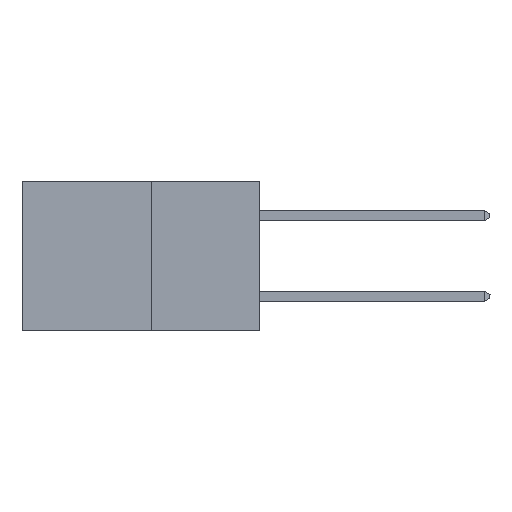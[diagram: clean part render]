
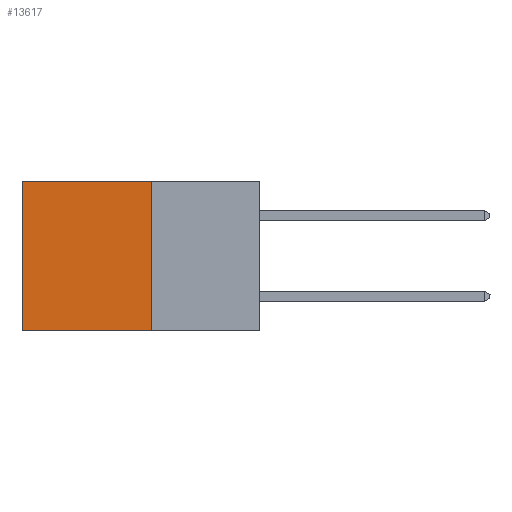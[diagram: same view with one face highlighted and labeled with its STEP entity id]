
A CAD part, left-side view. The second image highlights one B-rep face of the part: STEP entity #13617.
In plain terms, the highlighted planar face has unit normal (-1, 0, 0).
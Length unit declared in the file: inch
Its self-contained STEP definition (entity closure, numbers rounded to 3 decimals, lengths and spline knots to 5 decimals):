
#747 = EDGE_CURVE ( 'NONE', #8485, #17343, #2567, .T. ) ;
#1109 = CARTESIAN_POINT ( 'NONE',  ( 0.277, 0.27, -0.37 ) ) ;
#2349 = EDGE_CURVE ( 'NONE', #23802, #17343, #28041, .T. ) ;
#2567 = LINE ( 'NONE', #1109, #16110 ) ;
#2597 = DIRECTION ( 'NONE',  ( 0., 0., -1. ) ) ;
#6821 = VERTEX_POINT ( 'NONE', #27638 ) ;
#6849 = ORIENTED_EDGE ( 'NONE', *, *, #2349, .T. ) ;
#8485 = VERTEX_POINT ( 'NONE', #14223 ) ;
#10904 = CARTESIAN_POINT ( 'NONE',  ( 0.277, 0.59, 0. ) ) ;
#12725 = PLANE ( 'NONE',  #32171 ) ;
#13224 = EDGE_CURVE ( 'NONE', #6821, #8485, #14367, .T. ) ;
#13555 = VECTOR ( 'NONE', #18882, 39.37008 ) ;
#13617 = ADVANCED_FACE ( 'NONE', ( #14082 ), #12725, .F. ) ;
#14082 = FACE_OUTER_BOUND ( 'NONE', #18976, .T. ) ;
#14185 = CARTESIAN_POINT ( 'NONE',  ( 0.277, 0.59, -0.37 ) ) ;
#14223 = CARTESIAN_POINT ( 'NONE',  ( 0.277, 0.27, -0.37 ) ) ;
#14367 = LINE ( 'NONE', #21414, #13555 ) ;
#15287 = CARTESIAN_POINT ( 'NONE',  ( 0.277, 0.27, -0.37 ) ) ;
#15817 = CARTESIAN_POINT ( 'NONE',  ( 0.277, 0.27, 0. ) ) ;
#16110 = VECTOR ( 'NONE', #19891, 39.37008 ) ;
#17343 = VERTEX_POINT ( 'NONE', #14185 ) ;
#17860 = DIRECTION ( 'NONE',  ( 1., 0., 0. ) ) ;
#18882 = DIRECTION ( 'NONE',  ( 0., 0., -1. ) ) ;
#18976 = EDGE_LOOP ( 'NONE', ( #6849, #26326, #26741, #29170 ) ) ;
#19788 = LINE ( 'NONE', #15817, #30708 ) ;
#19891 = DIRECTION ( 'NONE',  ( 0., 1., 0. ) ) ;
#21064 = EDGE_CURVE ( 'NONE', #6821, #23802, #19788, .T. ) ;
#21414 = CARTESIAN_POINT ( 'NONE',  ( 0.277, 0.27, -0.37 ) ) ;
#23802 = VERTEX_POINT ( 'NONE', #10904 ) ;
#26326 = ORIENTED_EDGE ( 'NONE', *, *, #747, .F. ) ;
#26741 = ORIENTED_EDGE ( 'NONE', *, *, #13224, .F. ) ;
#27103 = CARTESIAN_POINT ( 'NONE',  ( 0.277, 0.59, -0.37 ) ) ;
#27268 = VECTOR ( 'NONE', #32650, 39.37008 ) ;
#27638 = CARTESIAN_POINT ( 'NONE',  ( 0.277, 0.27, 0. ) ) ;
#28041 = LINE ( 'NONE', #27103, #27268 ) ;
#29170 = ORIENTED_EDGE ( 'NONE', *, *, #21064, .T. ) ;
#30708 = VECTOR ( 'NONE', #30865, 39.37008 ) ;
#30865 = DIRECTION ( 'NONE',  ( 0., 1., 0. ) ) ;
#32171 = AXIS2_PLACEMENT_3D ( 'NONE', #15287, #17860, #2597 ) ;
#32650 = DIRECTION ( 'NONE',  ( 0., 0., -1. ) ) ;
